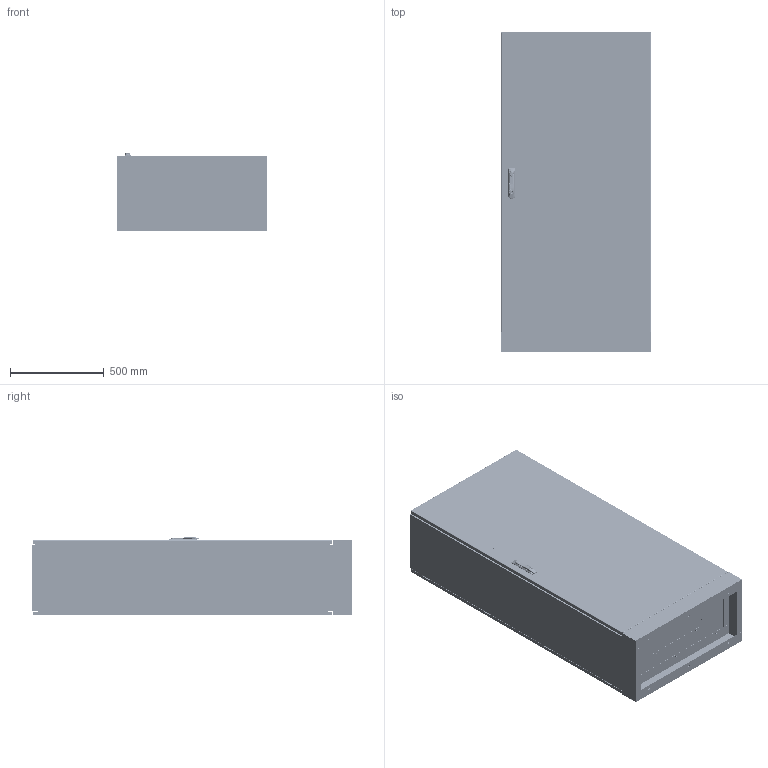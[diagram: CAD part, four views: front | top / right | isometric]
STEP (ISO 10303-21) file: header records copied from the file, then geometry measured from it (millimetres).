
FILE_DESCRIPTION (( 'STEP AP214' ), '1' );
FILE_NAME ('IP-SS1608040_stp.step', '2025-04-28T12:42:51', ( '' ), ( '' ), 'SwSTEP 2.0', 'SolidWorks 2023', '' );
FILE_SCHEMA (( 'AUTOMOTIVE_DESIGN' ));
Length unit declared in the file: millimetre
Products named in the file (1): IP-SS1608040_stp
Bounding box: 800 x 1700 x 420.37 mm (x, y, z)
Volume: 12862998.5 mm3; surface area: 15230914.8 mm2
Topology: 285 solids, 285 shells, 11938 faces, 29996 edges, 18797 vertices
Faces by surface type: plane 4317, cylinder 3897, cone 2027, bspline 1412, torus 239, sphere 46
Entity records: 432238 total; most frequent: CARTESIAN_POINT 150101, ORIENTED_EDGE 59908, DIRECTION 55841, EDGE_CURVE 29954, AXIS2_PLACEMENT_3D 20822, VERTEX_POINT 18794, LINE 14197, VECTOR 14197
